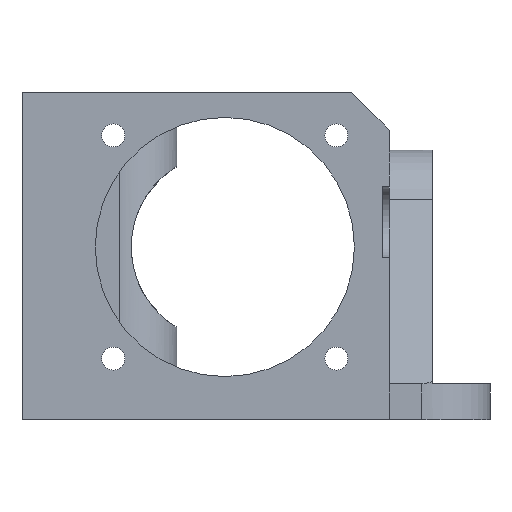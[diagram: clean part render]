
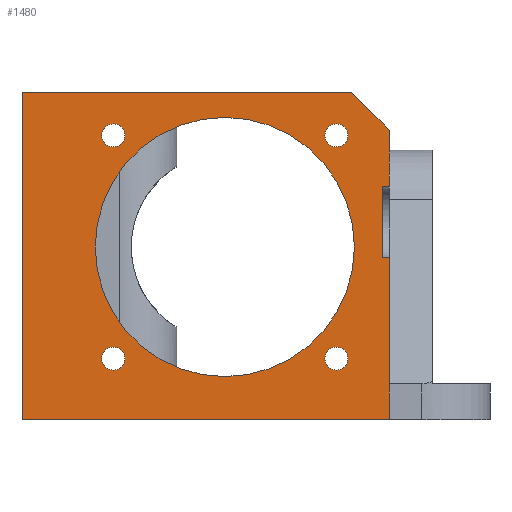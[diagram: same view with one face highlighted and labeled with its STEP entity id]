
A CAD part, left-side view. The second image highlights one B-rep face of the part: STEP entity #1480.
In plain terms, the highlighted planar face has unit normal (-1, 0, 0).
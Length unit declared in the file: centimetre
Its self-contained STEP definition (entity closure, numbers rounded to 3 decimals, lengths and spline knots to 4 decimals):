
#55=FACE_BOUND('',#238,.T.);
#56=FACE_BOUND('',#239,.T.);
#57=FACE_BOUND('',#240,.T.);
#58=FACE_BOUND('',#241,.T.);
#59=FACE_BOUND('',#242,.T.);
#110=CIRCLE('',#1562,1.8);
#111=CIRCLE('',#1563,0.16);
#112=CIRCLE('',#1564,0.16);
#113=CIRCLE('',#1565,0.16);
#114=CIRCLE('',#1566,0.16);
#158=FACE_OUTER_BOUND('',#237,.T.);
#237=EDGE_LOOP('',(#1013,#1014,#1015,#1016,#1017,#1018,#1019,#1020,#1021,
#1022));
#238=EDGE_LOOP('',(#1023));
#239=EDGE_LOOP('',(#1024));
#240=EDGE_LOOP('',(#1025));
#241=EDGE_LOOP('',(#1026));
#242=EDGE_LOOP('',(#1027));
#371=LINE('',#2096,#516);
#372=LINE('',#2098,#517);
#373=LINE('',#2100,#518);
#374=LINE('',#2102,#519);
#375=LINE('',#2104,#520);
#376=LINE('',#2106,#521);
#377=LINE('',#2108,#522);
#378=LINE('',#2110,#523);
#379=LINE('',#2112,#524);
#380=LINE('',#2113,#525);
#516=VECTOR('',#1693,1.);
#517=VECTOR('',#1694,100.);
#518=VECTOR('',#1695,100.);
#519=VECTOR('',#1696,100.);
#520=VECTOR('',#1697,100.);
#521=VECTOR('',#1698,100.);
#522=VECTOR('',#1699,100.);
#523=VECTOR('',#1700,100.);
#524=VECTOR('',#1701,100.);
#525=VECTOR('',#1702,100.);
#661=VERTEX_POINT('',#2094);
#662=VERTEX_POINT('',#2095);
#663=VERTEX_POINT('',#2097);
#664=VERTEX_POINT('',#2099);
#665=VERTEX_POINT('',#2101);
#666=VERTEX_POINT('',#2103);
#667=VERTEX_POINT('',#2105);
#668=VERTEX_POINT('',#2107);
#669=VERTEX_POINT('',#2109);
#670=VERTEX_POINT('',#2111);
#671=VERTEX_POINT('',#2114);
#672=VERTEX_POINT('',#2116);
#673=VERTEX_POINT('',#2118);
#674=VERTEX_POINT('',#2120);
#675=VERTEX_POINT('',#2122);
#807=EDGE_CURVE('',#661,#662,#371,.T.);
#808=EDGE_CURVE('',#661,#663,#372,.T.);
#809=EDGE_CURVE('',#663,#664,#373,.T.);
#810=EDGE_CURVE('',#664,#665,#374,.T.);
#811=EDGE_CURVE('',#665,#666,#375,.T.);
#812=EDGE_CURVE('',#666,#667,#376,.T.);
#813=EDGE_CURVE('',#668,#667,#377,.T.);
#814=EDGE_CURVE('',#669,#668,#378,.T.);
#815=EDGE_CURVE('',#669,#670,#379,.T.);
#816=EDGE_CURVE('',#670,#662,#380,.T.);
#817=EDGE_CURVE('',#671,#671,#110,.T.);
#818=EDGE_CURVE('',#672,#672,#111,.T.);
#819=EDGE_CURVE('',#673,#673,#112,.T.);
#820=EDGE_CURVE('',#674,#674,#113,.T.);
#821=EDGE_CURVE('',#675,#675,#114,.T.);
#1013=ORIENTED_EDGE('',*,*,#807,.F.);
#1014=ORIENTED_EDGE('',*,*,#808,.T.);
#1015=ORIENTED_EDGE('',*,*,#809,.T.);
#1016=ORIENTED_EDGE('',*,*,#810,.T.);
#1017=ORIENTED_EDGE('',*,*,#811,.T.);
#1018=ORIENTED_EDGE('',*,*,#812,.T.);
#1019=ORIENTED_EDGE('',*,*,#813,.F.);
#1020=ORIENTED_EDGE('',*,*,#814,.F.);
#1021=ORIENTED_EDGE('',*,*,#815,.T.);
#1022=ORIENTED_EDGE('',*,*,#816,.T.);
#1023=ORIENTED_EDGE('',*,*,#817,.F.);
#1024=ORIENTED_EDGE('',*,*,#818,.F.);
#1025=ORIENTED_EDGE('',*,*,#819,.F.);
#1026=ORIENTED_EDGE('',*,*,#820,.F.);
#1027=ORIENTED_EDGE('',*,*,#821,.F.);
#1425=PLANE('',#1561);
#1480=ADVANCED_FACE('',(#158,#55,#56,#57,#58,#59),#1425,.T.);
#1561=AXIS2_PLACEMENT_3D('',#2093,#1691,#1692);
#1562=AXIS2_PLACEMENT_3D('',#2115,#1703,#1704);
#1563=AXIS2_PLACEMENT_3D('',#2117,#1705,#1706);
#1564=AXIS2_PLACEMENT_3D('',#2119,#1707,#1708);
#1565=AXIS2_PLACEMENT_3D('',#2121,#1709,#1710);
#1566=AXIS2_PLACEMENT_3D('',#2123,#1711,#1712);
#1691=DIRECTION('center_axis',(-1.,0.,0.));
#1692=DIRECTION('ref_axis',(0.,1.,0.));
#1693=DIRECTION('',(0.,-0.707,-0.707));
#1694=DIRECTION('',(0.,1.,0.));
#1695=DIRECTION('',(0.,0.,-1.));
#1696=DIRECTION('',(0.,-1.,0.));
#1697=DIRECTION('',(0.,0.,1.));
#1698=DIRECTION('',(0.,1.,0.));
#1699=DIRECTION('',(0.,0.,-1.));
#1700=DIRECTION('',(0.,1.,0.));
#1701=DIRECTION('',(0.,0.,1.));
#1702=DIRECTION('',(0.,0.,1.));
#1703=DIRECTION('center_axis',(-1.,0.,0.));
#1704=DIRECTION('ref_axis',(0.,0.,1.));
#1705=DIRECTION('center_axis',(-1.,0.,0.));
#1706=DIRECTION('ref_axis',(0.,0.,1.));
#1707=DIRECTION('center_axis',(-1.,0.,0.));
#1708=DIRECTION('ref_axis',(0.,0.,1.));
#1709=DIRECTION('center_axis',(-1.,0.,0.));
#1710=DIRECTION('ref_axis',(0.,0.,1.));
#1711=DIRECTION('center_axis',(-1.,0.,0.));
#1712=DIRECTION('ref_axis',(0.,0.,1.));
#2093=CARTESIAN_POINT('Origin',(-0.959,-7.5961,1.0536));
#2094=CARTESIAN_POINT('',(-0.959,-9.6213,3.3286));
#2095=CARTESIAN_POINT('',(-0.959,-10.1473,2.8026));
#2096=CARTESIAN_POINT('',(-0.959,-9.8152,3.1346));
#2097=CARTESIAN_POINT('',(-0.959,-5.045,3.3286));
#2098=CARTESIAN_POINT('',(-0.959,-10.1473,3.3286));
#2099=CARTESIAN_POINT('',(-0.959,-5.045,-1.2214));
#2100=CARTESIAN_POINT('',(-0.959,-5.045,3.3286));
#2101=CARTESIAN_POINT('',(-0.959,-10.1473,-1.2214));
#2102=CARTESIAN_POINT('',(-0.959,-7.7461,-1.2214));
#2103=CARTESIAN_POINT('',(-0.959,-10.1473,1.0266));
#2104=CARTESIAN_POINT('',(-0.959,-10.1473,1.0536));
#2105=CARTESIAN_POINT('',(-0.959,-10.0473,1.0266));
#2106=CARTESIAN_POINT('',(-0.959,-10.7473,1.0266));
#2107=CARTESIAN_POINT('',(-0.959,-10.0473,2.0251));
#2108=CARTESIAN_POINT('',(-0.959,-10.0473,1.0536));
#2109=CARTESIAN_POINT('',(-0.959,-10.1473,2.0251));
#2110=CARTESIAN_POINT('',(-0.959,-10.7473,2.0251));
#2111=CARTESIAN_POINT('',(-0.959,-10.1473,2.5254));
#2112=CARTESIAN_POINT('',(-0.959,-10.1473,1.0536));
#2113=CARTESIAN_POINT('',(-0.959,-10.1473,-1.2214));
#2114=CARTESIAN_POINT('',(-0.959,-7.8628,-0.6214));
#2115=CARTESIAN_POINT('Origin',(-0.959,-7.8628,1.1786));
#2116=CARTESIAN_POINT('',(-0.959,-6.3128,2.5686));
#2117=CARTESIAN_POINT('Origin',(-0.959,-6.3128,2.7286));
#2118=CARTESIAN_POINT('',(-0.959,-9.4128,2.5686));
#2119=CARTESIAN_POINT('Origin',(-0.959,-9.4128,2.7286));
#2120=CARTESIAN_POINT('',(-0.959,-9.4128,-0.5314));
#2121=CARTESIAN_POINT('Origin',(-0.959,-9.4128,-0.3714));
#2122=CARTESIAN_POINT('',(-0.959,-6.3128,-0.5314));
#2123=CARTESIAN_POINT('Origin',(-0.959,-6.3128,-0.3714));
